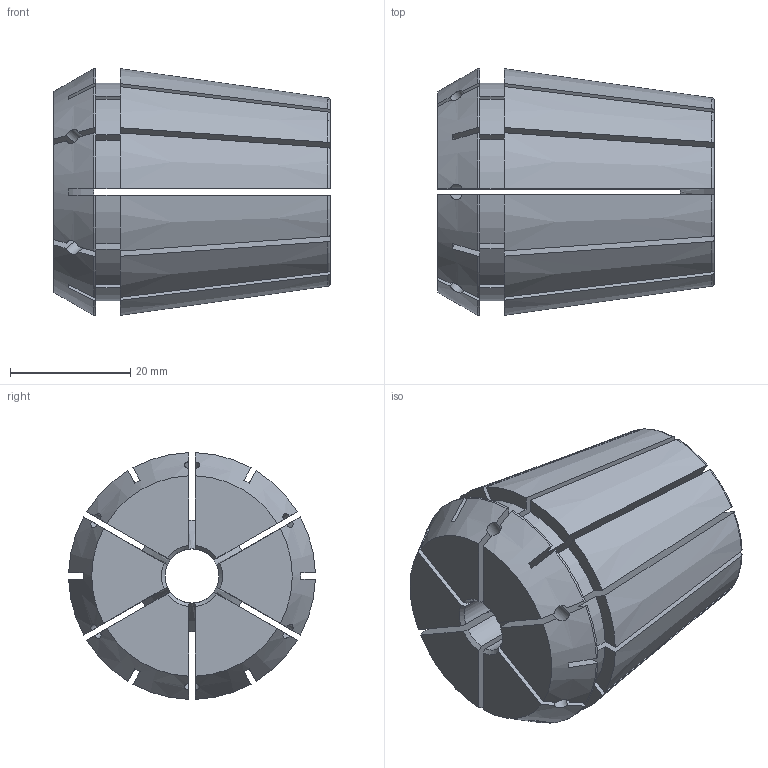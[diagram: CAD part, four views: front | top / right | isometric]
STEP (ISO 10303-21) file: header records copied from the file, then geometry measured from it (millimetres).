
FILE_DESCRIPTION (( 'STEP AP203' ), '1' );
FILE_NAME ('ER40C-¦Õ9-22.STEP', '2023-07-10T09:39:29', ( '' ), ( '' ), 'SwSTEP 2.0', 'SolidWorks 2012', '' );
FILE_SCHEMA (( 'CONFIG_CONTROL_DESIGN' ));
Length unit declared in the file: millimetre
Products named in the file (1): ER40C-耳9-22
Bounding box: 46 x 40.99 x 40.99 mm (x, y, z)
Volume: 37516 mm3; surface area: 22020.7 mm2
Topology: 1 solids, 1 shells, 165 faces, 494 edges, 329 vertices
Faces by surface type: plane 72, cylinder 50, cone 31, torus 12
Entity records: 6230 total; most frequent: CARTESIAN_POINT 1861, ORIENTED_EDGE 988, DIRECTION 815, EDGE_CURVE 494, VERTEX_POINT 329, AXIS2_PLACEMENT_3D 307, LINE 201, VECTOR 201
